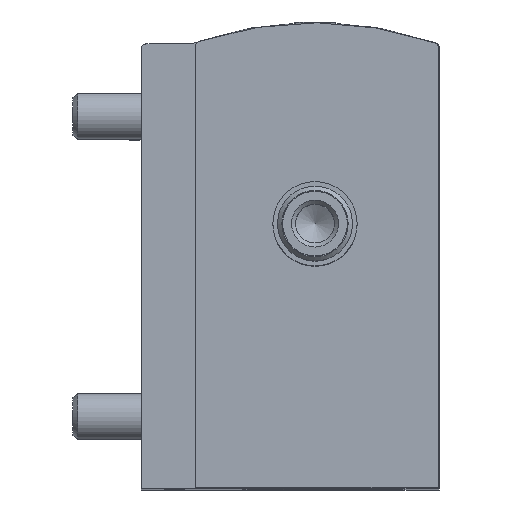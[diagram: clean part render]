
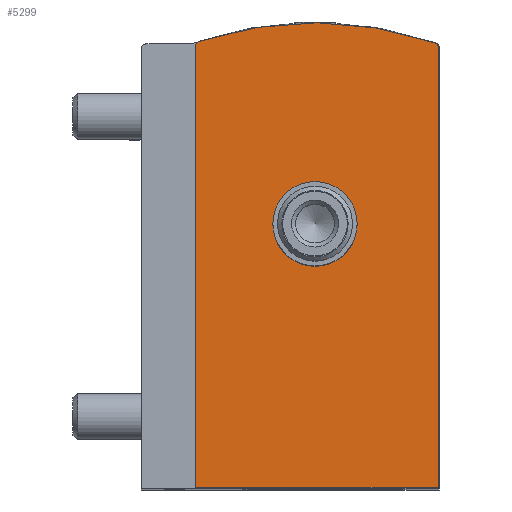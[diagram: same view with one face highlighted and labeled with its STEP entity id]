
A CAD part, top view. The second image highlights one B-rep face of the part: STEP entity #5299.
In plain terms, the highlighted planar face has unit normal (0, 0, 1).
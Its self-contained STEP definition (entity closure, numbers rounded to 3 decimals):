
#90=PLANE('',#5608);
#336=LINE('',#7422,#688);
#338=LINE('',#7426,#690);
#340=LINE('',#7430,#692);
#688=VECTOR('',#6159,1000.);
#690=VECTOR('',#6163,1000.);
#692=VECTOR('',#6167,1000.);
#1126=ORIENTED_EDGE('',*,*,#2156,.T.);
#1127=ORIENTED_EDGE('',*,*,#2148,.T.);
#1128=ORIENTED_EDGE('',*,*,#2150,.T.);
#1129=ORIENTED_EDGE('',*,*,#2152,.T.);
#1130=ORIENTED_EDGE('',*,*,#2154,.T.);
#1131=ORIENTED_EDGE('',*,*,#2155,.T.);
#1132=ORIENTED_EDGE('',*,*,#2040,.T.);
#2040=EDGE_CURVE('',#2574,#2573,#2933,.T.);
#2148=EDGE_CURVE('',#2573,#2671,#2969,.T.);
#2150=EDGE_CURVE('',#2671,#2672,#336,.T.);
#2152=EDGE_CURVE('',#2672,#2673,#338,.T.);
#2154=EDGE_CURVE('',#2673,#2674,#340,.T.);
#2155=EDGE_CURVE('',#2674,#2574,#2970,.T.);
#2156=EDGE_CURVE('',#2675,#2675,#2971,.T.);
#2573=VERTEX_POINT('',#7200);
#2574=VERTEX_POINT('',#7202);
#2671=VERTEX_POINT('',#7417);
#2672=VERTEX_POINT('',#7421);
#2673=VERTEX_POINT('',#7425);
#2674=VERTEX_POINT('',#7429);
#2675=VERTEX_POINT('',#7435);
#2933=CIRCLE('',#5555,39.5);
#2969=CIRCLE('',#5602,0.5);
#2970=CIRCLE('',#5607,0.5);
#2971=CIRCLE('',#5609,4.5);
#3128=EDGE_LOOP('',(#1126));
#3129=EDGE_LOOP('',(#1127,#1128,#1129,#1130,#1131,#1132));
#3464=FACE_BOUND('',#3128,.T.);
#3465=FACE_BOUND('',#3129,.T.);
#5299=ADVANCED_FACE('',(#3464,#3465),#90,.T.);
#5555=AXIS2_PLACEMENT_3D('',#7201,#5988,#5989);
#5602=AXIS2_PLACEMENT_3D('',#7418,#6154,#6155);
#5607=AXIS2_PLACEMENT_3D('',#7432,#6170,#6171);
#5608=AXIS2_PLACEMENT_3D('',#7433,#6172,#6173);
#5609=AXIS2_PLACEMENT_3D('',#7434,#6174,#6175);
#5988=DIRECTION('',(0.,0.,1.));
#5989=DIRECTION('',(1.,0.,0.));
#6154=DIRECTION('',(0.,0.,1.));
#6155=DIRECTION('',(1.,0.,0.));
#6159=DIRECTION('',(0.,-1.,0.));
#6163=DIRECTION('',(1.,0.,0.));
#6167=DIRECTION('',(0.,1.,0.));
#6170=DIRECTION('',(0.,0.,1.));
#6171=DIRECTION('',(1.,0.,0.));
#6172=DIRECTION('',(0.,0.,1.));
#6173=DIRECTION('',(1.,0.,0.));
#6174=DIRECTION('',(0.,0.,-1.));
#6175=DIRECTION('',(-1.,0.,0.));
#7200=CARTESIAN_POINT('',(-12.407,47.701,69.6));
#7201=CARTESIAN_POINT('',(0.,10.2,69.6));
#7202=CARTESIAN_POINT('',(12.812,47.564,69.6));
#7417=CARTESIAN_POINT('',(-12.75,47.226,69.6));
#7418=CARTESIAN_POINT('',(-12.25,47.226,69.6));
#7421=CARTESIAN_POINT('',(-12.75,0.1,69.6));
#7422=CARTESIAN_POINT('',(-12.75,47.226,69.6));
#7425=CARTESIAN_POINT('',(13.15,0.1,69.6));
#7426=CARTESIAN_POINT('',(-12.75,0.1,69.6));
#7429=CARTESIAN_POINT('',(13.15,47.091,69.6));
#7430=CARTESIAN_POINT('',(13.15,0.1,69.6));
#7432=CARTESIAN_POINT('',(12.65,47.091,69.6));
#7433=CARTESIAN_POINT('',(-12.25,47.226,69.6));
#7434=CARTESIAN_POINT('',(0.,28.2,69.6));
#7435=CARTESIAN_POINT('',(-4.5,28.2,69.6));
